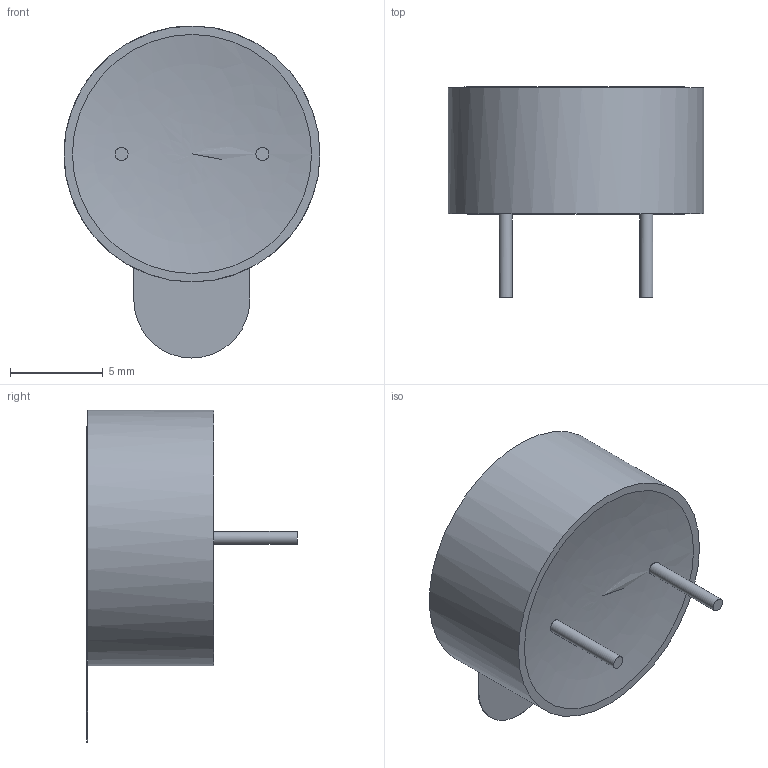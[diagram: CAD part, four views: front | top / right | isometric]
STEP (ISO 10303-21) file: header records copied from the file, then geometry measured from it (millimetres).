
FILE_DESCRIPTION(/* description */ (''),/* implementation_level */ '2;1');
FILE_NAME(/* name */ 'AT-1436-TWT-R.ipt.step',/* time_stamp */ '2024-02-07T22:31:50-05:00',/* author */ ('J.D.'),/* organization */ (''),/* preprocessor_version */ 'ST-DEVELOPER v20',/* originating_system */ 'Autodesk Inventor 2024',/* authorisation */ '');
FILE_SCHEMA (('AUTOMOTIVE_DESIGN { 1 0 10303 214 3 1 1 }'));
Length unit declared in the file: millimetre
Products named in the file (1): AT-1436-TWT-R
Bounding box: 13.8 x 11.35 x 17.9 mm (x, y, z)
Volume: 431.7 mm3; surface area: 1461.7 mm2
Topology: 1 solids, 2 shells, 55 faces, 111 edges, 74 vertices
Faces by surface type: plane 25, cylinder 19, bspline 9, torus 2
Full cylindrical faces by diameter (mm): 0.7 x4, 2 x1, 8.5 x1, 8.7 x1, 12.888 x1, 12.89 x1, 12.892 x1, 13.8 x1
Entity records: 1978 total; most frequent: CARTESIAN_POINT 645, DIRECTION 256, ORIENTED_EDGE 220, AXIS2_PLACEMENT_3D 111, EDGE_CURVE 110, VERTEX_POINT 74, EDGE_LOOP 70, CIRCLE 56
